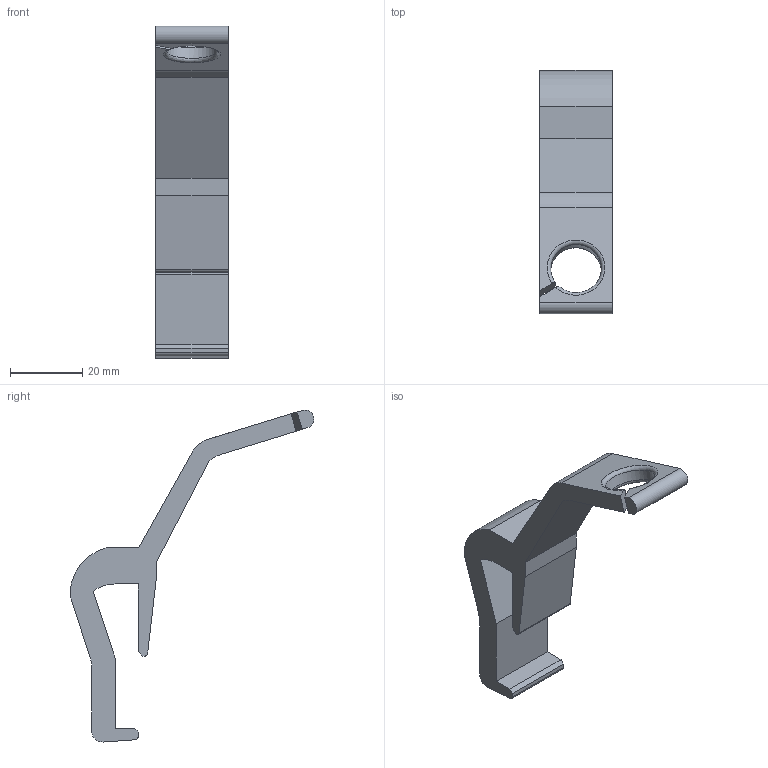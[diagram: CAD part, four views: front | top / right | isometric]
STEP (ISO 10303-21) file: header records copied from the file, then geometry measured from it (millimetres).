
FILE_DESCRIPTION(/* description */ (''),/* implementation_level */ '2;1');
FILE_NAME(/* name */ 'STL''s/spol holder by Program FreakHD/Prusa_I3_Adjustable_Spool_Holder/Spool Holder STEP Files/Spool_Holder_Filament_Guide.step',/* time_stamp */ '2021-01-25T14:40:05+01:00',/* author */ (''),/* organization */ (''),/* preprocessor_version */ 'ST-DEVELOPER v18.1',/* originating_system */ 'Autodesk Translation Framework v9.7.1.1290',/* authorisation */ '');
FILE_SCHEMA (('AUTOMOTIVE_DESIGN { 1 0 10303 214 3 1 1 }'));
Length unit declared in the file: millimetre
Products named in the file (1): Spool_Holder_Filament_Guide
Bounding box: 20 x 67.5 x 91.9 mm (x, y, z)
Volume: 17625.4 mm3; surface area: 8137.8 mm2
Topology: 1 solids, 1 shells, 41 faces, 117 edges, 78 vertices
Faces by surface type: plane 28, cylinder 10, bspline 2, torus 1
Entity records: 1522 total; most frequent: CARTESIAN_POINT 404, ORIENTED_EDGE 234, DIRECTION 218, EDGE_CURVE 117, LINE 88, VECTOR 88, VERTEX_POINT 78, AXIS2_PLACEMENT_3D 65
